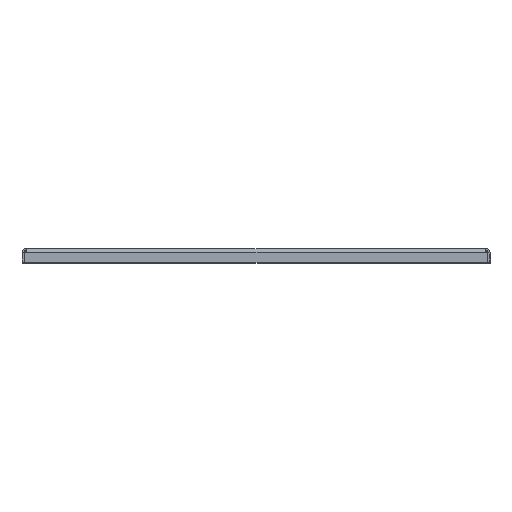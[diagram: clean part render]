
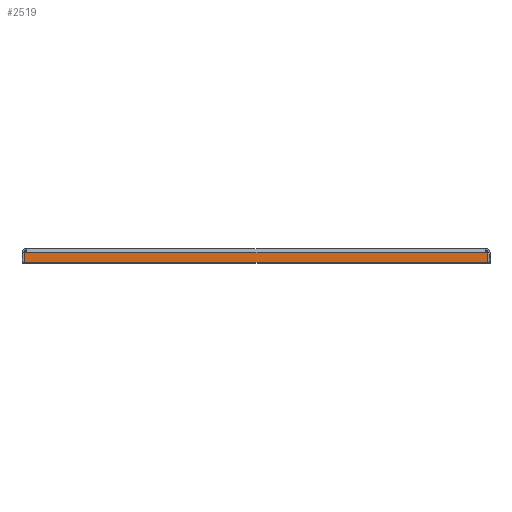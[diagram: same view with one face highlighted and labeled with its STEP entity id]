
A CAD part, top view. The second image highlights one B-rep face of the part: STEP entity #2519.
In plain terms, the highlighted planar face has unit normal (0, 0, 1).
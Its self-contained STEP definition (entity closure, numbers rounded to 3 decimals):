
#103 = VECTOR ( 'NONE', #1295, 1000. ) ;
#130 = LINE ( 'NONE', #1592, #856 ) ;
#358 = LINE ( 'NONE', #600, #103 ) ;
#446 = VERTEX_POINT ( 'NONE', #2409 ) ;
#556 = CARTESIAN_POINT ( 'NONE',  ( -171.346, -10., 275. ) ) ;
#568 = EDGE_LOOP ( 'NONE', ( #2885, #1755, #2906, #1384 ) ) ;
#578 = DIRECTION ( 'NONE',  ( 0., -1., 0. ) ) ;
#600 = CARTESIAN_POINT ( 'NONE',  ( 0., -3., 275. ) ) ;
#636 = LINE ( 'NONE', #2172, #3743 ) ;
#856 = VECTOR ( 'NONE', #2525, 1000. ) ;
#1140 = CARTESIAN_POINT ( 'NONE',  ( -171.346, -3., 275. ) ) ;
#1157 = EDGE_CURVE ( 'NONE', #446, #1371, #3879, .T. ) ;
#1179 = CARTESIAN_POINT ( 'NONE',  ( 0., 272.193, 275. ) ) ;
#1295 = DIRECTION ( 'NONE',  ( -1., 0., 0. ) ) ;
#1371 = VERTEX_POINT ( 'NONE', #2801 ) ;
#1384 = ORIENTED_EDGE ( 'NONE', *, *, #1157, .F. ) ;
#1592 = CARTESIAN_POINT ( 'NONE',  ( 171.346, 0.846, 275. ) ) ;
#1671 = EDGE_CURVE ( 'NONE', #1371, #1954, #636, .T. ) ;
#1691 = AXIS2_PLACEMENT_3D ( 'NONE', #1179, #3528, #578 ) ;
#1755 = ORIENTED_EDGE ( 'NONE', *, *, #2256, .T. ) ;
#1867 = EDGE_CURVE ( 'NONE', #2951, #446, #130, .T. ) ;
#1954 = VERTEX_POINT ( 'NONE', #1140 ) ;
#2042 = FACE_OUTER_BOUND ( 'NONE', #568, .T. ) ;
#2101 = DIRECTION ( 'NONE',  ( -1., 0., 0. ) ) ;
#2172 = CARTESIAN_POINT ( 'NONE',  ( -171.346, 0.846, 275. ) ) ;
#2256 = EDGE_CURVE ( 'NONE', #2951, #1954, #358, .T. ) ;
#2409 = CARTESIAN_POINT ( 'NONE',  ( 171.346, -10., 275. ) ) ;
#2519 = ADVANCED_FACE ( 'NONE', ( #2042 ), #3226, .T. ) ;
#2525 = DIRECTION ( 'NONE',  ( 0., -1., 0. ) ) ;
#2801 = CARTESIAN_POINT ( 'NONE',  ( -171.346, -10., 275. ) ) ;
#2861 = CARTESIAN_POINT ( 'NONE',  ( 171.346, -3., 275. ) ) ;
#2885 = ORIENTED_EDGE ( 'NONE', *, *, #1867, .F. ) ;
#2906 = ORIENTED_EDGE ( 'NONE', *, *, #1671, .F. ) ;
#2951 = VERTEX_POINT ( 'NONE', #2861 ) ;
#3013 = DIRECTION ( 'NONE',  ( 0., 1., 0. ) ) ;
#3226 = PLANE ( 'NONE',  #1691 ) ;
#3528 = DIRECTION ( 'NONE',  ( 0., 0., 1. ) ) ;
#3683 = VECTOR ( 'NONE', #2101, 1000. ) ;
#3743 = VECTOR ( 'NONE', #3013, 1000. ) ;
#3879 = LINE ( 'NONE', #556, #3683 ) ;
